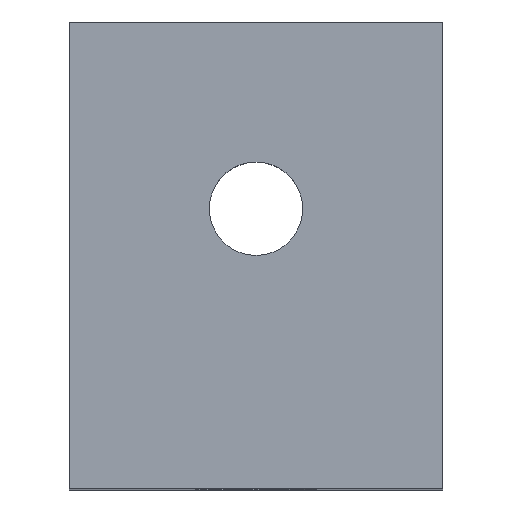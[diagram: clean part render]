
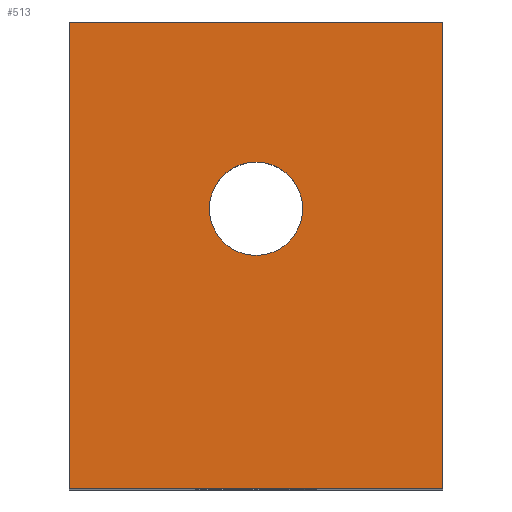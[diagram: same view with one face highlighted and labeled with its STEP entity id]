
A CAD part, top view. The second image highlights one B-rep face of the part: STEP entity #513.
In plain terms, the highlighted planar face has unit normal (0, 0, 1).
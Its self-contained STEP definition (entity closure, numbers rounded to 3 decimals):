
#3 = CARTESIAN_POINT ( 'NONE',  ( 0., 0., 0. ) ) ;
#6 = CARTESIAN_POINT ( 'NONE',  ( 10., 12.5, 0. ) ) ;
#11 = CARTESIAN_POINT ( 'NONE',  ( 20., 25., 0. ) ) ;
#13 = CARTESIAN_POINT ( 'NONE',  ( 20., 0., 0. ) ) ;
#14 = CARTESIAN_POINT ( 'NONE',  ( 0., 25., 0. ) ) ;
#19 = VERTEX_POINT ( 'NONE', #13 ) ;
#25 = VERTEX_POINT ( 'NONE', #3 ) ;
#27 = DIRECTION ( 'NONE',  ( -1., 0., 0. ) ) ;
#36 = VERTEX_POINT ( 'NONE', #6 ) ;
#48 = CARTESIAN_POINT ( 'NONE',  ( 20., 25., 0. ) ) ;
#60 = VERTEX_POINT ( 'NONE', #11 ) ;
#67 = VERTEX_POINT ( 'NONE', #75 ) ;
#75 = CARTESIAN_POINT ( 'NONE',  ( 10., 17.5, 0. ) ) ;
#88 = VERTEX_POINT ( 'NONE', #14 ) ;
#102 = DIRECTION ( 'NONE',  ( 0., 1., 0. ) ) ;
#103 = CARTESIAN_POINT ( 'NONE',  ( 20., 25., 0. ) ) ;
#104 = DIRECTION ( 'NONE',  ( 0., 0., -1. ) ) ;
#109 = PLANE ( 'NONE',  #443 ) ;
#184 = CIRCLE ( 'NONE', #615, 2.5 ) ;
#190 = ORIENTED_EDGE ( 'NONE', *, *, #651, .F. ) ;
#192 = VECTOR ( 'NONE', #623, 1000. ) ;
#196 = LINE ( 'NONE', #543, #375 ) ;
#207 = ORIENTED_EDGE ( 'NONE', *, *, #572, .T. ) ;
#217 = ORIENTED_EDGE ( 'NONE', *, *, #644, .T. ) ;
#221 = LINE ( 'NONE', #538, #377 ) ;
#258 = CIRCLE ( 'NONE', #603, 2.5 ) ;
#263 = FACE_OUTER_BOUND ( 'NONE', #322, .T. ) ;
#269 = ORIENTED_EDGE ( 'NONE', *, *, #494, .T. ) ;
#321 = LINE ( 'NONE', #626, #192 ) ;
#322 = EDGE_LOOP ( 'NONE', ( #217, #349, #190, #269 ) ) ;
#327 = EDGE_LOOP ( 'NONE', ( #373, #207 ) ) ;
#349 = ORIENTED_EDGE ( 'NONE', *, *, #639, .F. ) ;
#373 = ORIENTED_EDGE ( 'NONE', *, *, #643, .T. ) ;
#375 = VECTOR ( 'NONE', #545, 1000. ) ;
#377 = VECTOR ( 'NONE', #547, 1000. ) ;
#391 = FACE_BOUND ( 'NONE', #327, .T. ) ;
#392 = LINE ( 'NONE', #48, #393 ) ;
#393 = VECTOR ( 'NONE', #27, 1000. ) ;
#443 = AXIS2_PLACEMENT_3D ( 'NONE', #103, #104, #102 ) ;
#465 = DIRECTION ( 'NONE',  ( 0., 0., -1. ) ) ;
#470 = CARTESIAN_POINT ( 'NONE',  ( 10., 15., 0. ) ) ;
#490 = DIRECTION ( 'NONE',  ( 0., 1., 0. ) ) ;
#494 = EDGE_CURVE ( 'NONE', #60, #88, #392, .T. ) ;
#513 = ADVANCED_FACE ( 'NONE', ( #391, #263 ), #109, .F. ) ;
#528 = DIRECTION ( 'NONE',  ( 0., 0., -1. ) ) ;
#535 = CARTESIAN_POINT ( 'NONE',  ( 10., 15., 0. ) ) ;
#538 = CARTESIAN_POINT ( 'NONE',  ( 0., 25., 0. ) ) ;
#541 = DIRECTION ( 'NONE',  ( 0., 1., 0. ) ) ;
#543 = CARTESIAN_POINT ( 'NONE',  ( 20., 0., 0. ) ) ;
#545 = DIRECTION ( 'NONE',  ( -1., 0., 0. ) ) ;
#547 = DIRECTION ( 'NONE',  ( 0., -1., 0. ) ) ;
#572 = EDGE_CURVE ( 'NONE', #36, #67, #184, .T. ) ;
#603 = AXIS2_PLACEMENT_3D ( 'NONE', #535, #528, #541 ) ;
#615 = AXIS2_PLACEMENT_3D ( 'NONE', #470, #465, #490 ) ;
#623 = DIRECTION ( 'NONE',  ( 0., -1., 0. ) ) ;
#626 = CARTESIAN_POINT ( 'NONE',  ( 20., 25., 0. ) ) ;
#639 = EDGE_CURVE ( 'NONE', #19, #25, #196, .T. ) ;
#643 = EDGE_CURVE ( 'NONE', #67, #36, #258, .T. ) ;
#644 = EDGE_CURVE ( 'NONE', #88, #25, #221, .T. ) ;
#651 = EDGE_CURVE ( 'NONE', #60, #19, #321, .T. ) ;
